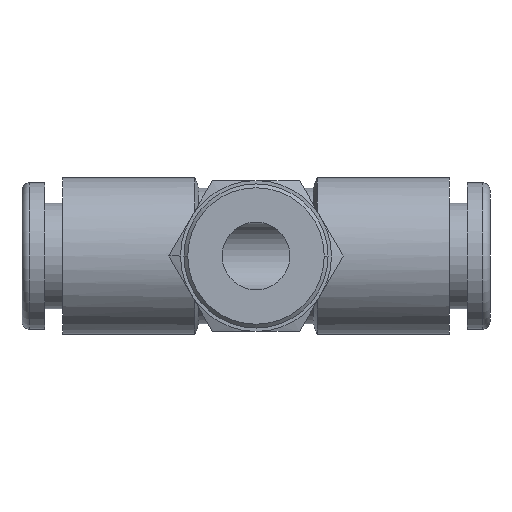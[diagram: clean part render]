
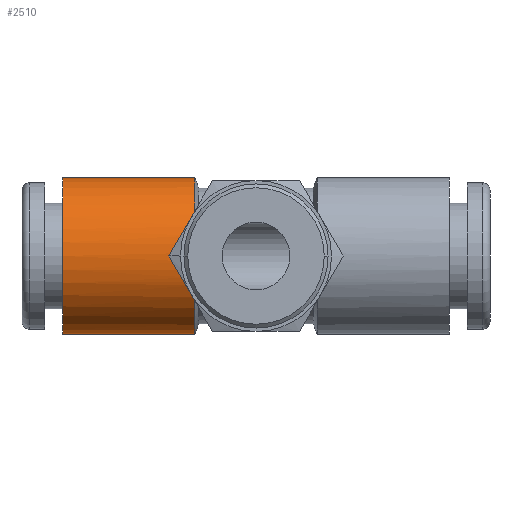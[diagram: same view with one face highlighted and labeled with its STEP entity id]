
A CAD part, front view. The second image highlights one B-rep face of the part: STEP entity #2510.
In plain terms, the highlighted cylindrical face has radius 5.2 mm (diameter 10.4 mm), a partial arc.
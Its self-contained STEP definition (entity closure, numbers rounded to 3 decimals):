
#2 = ORIENTED_EDGE ( 'NONE', *, *, #441, .T. ) ;
#12 = CIRCLE ( 'NONE', #436, 5.2 ) ;
#98 = VERTEX_POINT ( 'NONE', #1913 ) ;
#115 = DIRECTION ( 'NONE',  ( 1., 0., 0. ) ) ;
#193 = DIRECTION ( 'NONE',  ( 1., 0., 0. ) ) ;
#274 = VERTEX_POINT ( 'NONE', #1309 ) ;
#392 = DIRECTION ( 'NONE',  ( 0., 0., -1. ) ) ;
#436 = AXIS2_PLACEMENT_3D ( 'NONE', #728, #1673, #2594 ) ;
#441 = EDGE_CURVE ( 'NONE', #274, #1199, #1320, .T. ) ;
#470 = CIRCLE ( 'NONE', #1868, 5.2 ) ;
#541 = EDGE_CURVE ( 'NONE', #274, #2220, #1423, .T. ) ;
#599 = EDGE_CURVE ( 'NONE', #2191, #98, #1773, .T. ) ;
#622 = DIRECTION ( 'NONE',  ( 1., 0., 0. ) ) ;
#718 = FACE_OUTER_BOUND ( 'NONE', #2609, .T. ) ;
#728 = CARTESIAN_POINT ( 'NONE',  ( -4.055, 0., 0. ) ) ;
#748 = CARTESIAN_POINT ( 'NONE',  ( -4.055, -4.82, -1.952 ) ) ;
#756 = CARTESIAN_POINT ( 'NONE',  ( -4.309, -5.035, -1.342 ) ) ;
#759 = VERTEX_POINT ( 'NONE', #2588 ) ;
#774 = CARTESIAN_POINT ( 'NONE',  ( -4.196, -4.939, -1.658 ) ) ;
#776 = CARTESIAN_POINT ( 'NONE',  ( -4.451, -5.158, -0.683 ) ) ;
#780 = CARTESIAN_POINT ( 'NONE',  ( -4.422, -5.133, -0.85 ) ) ;
#783 = CARTESIAN_POINT ( 'NONE',  ( -4.5, -5.2, -0.168 ) ) ;
#786 = CARTESIAN_POINT ( 'NONE',  ( -4.49, -5.192, -0.341 ) ) ;
#790 = CARTESIAN_POINT ( 'NONE',  ( -4.49, -5.191, 0.345 ) ) ;
#791 = CARTESIAN_POINT ( 'NONE',  ( -4.5, -5.2, 0.175 ) ) ;
#800 = CARTESIAN_POINT ( 'NONE',  ( -4.421, -5.132, 0.854 ) ) ;
#801 = CARTESIAN_POINT ( 'NONE',  ( -4.451, -5.158, 0.684 ) ) ;
#810 = CARTESIAN_POINT ( 'NONE',  ( -4.307, -5.033, 1.348 ) ) ;
#841 = VECTOR ( 'NONE', #2845, 1000. ) ;
#1093 = ORIENTED_EDGE ( 'NONE', *, *, #541, .F. ) ;
#1147 = ORIENTED_EDGE ( 'NONE', *, *, #2198, .F. ) ;
#1187 = CARTESIAN_POINT ( 'NONE',  ( -27.508, 0., 0. ) ) ;
#1199 = VERTEX_POINT ( 'NONE', #1405 ) ;
#1205 = ORIENTED_EDGE ( 'NONE', *, *, #2756, .T. ) ;
#1247 = ORIENTED_EDGE ( 'NONE', *, *, #1633, .F. ) ;
#1299 = LINE ( 'NONE', #2807, #1829 ) ;
#1309 = CARTESIAN_POINT ( 'NONE',  ( -12.8, 0., 5.2 ) ) ;
#1320 = CIRCLE ( 'NONE', #1634, 5.2 ) ;
#1405 = CARTESIAN_POINT ( 'NONE',  ( -12.8, 0., -5.2 ) ) ;
#1423 = LINE ( 'NONE', #1622, #841 ) ;
#1506 = CARTESIAN_POINT ( 'NONE',  ( -4.055, -4.82, 1.952 ) ) ;
#1622 = CARTESIAN_POINT ( 'NONE',  ( -27.508, 0., 5.2 ) ) ;
#1633 = EDGE_CURVE ( 'NONE', #2220, #2191, #12, .T. ) ;
#1634 = AXIS2_PLACEMENT_3D ( 'NONE', #2391, #2387, #2405 ) ;
#1673 = DIRECTION ( 'NONE',  ( 1., 0., 0. ) ) ;
#1737 = ORIENTED_EDGE ( 'NONE', *, *, #599, .F. ) ;
#1773 = B_SPLINE_CURVE_WITH_KNOTS ( 'NONE', 3,
 ( #1947, #1932, #810, #800, #801, #790, #791, #783, #786, #776, #780, #756, #774, #748 ),
 .UNSPECIFIED., .F., .F.,
 ( 4, 2, 2, 2, 2, 2, 4 ),
 ( 0., 0.001, 0.002, 0.002, 0.003, 0.003, 0.004 ),
 .UNSPECIFIED. ) ;
#1829 = VECTOR ( 'NONE', #115, 1000. ) ;
#1868 = AXIS2_PLACEMENT_3D ( 'NONE', #2216, #622, #392 ) ;
#1913 = CARTESIAN_POINT ( 'NONE',  ( -4.055, -4.82, -1.952 ) ) ;
#1932 = CARTESIAN_POINT ( 'NONE',  ( -4.196, -4.939, 1.658 ) ) ;
#1947 = CARTESIAN_POINT ( 'NONE',  ( -4.055, -4.82, 1.952 ) ) ;
#2191 = VERTEX_POINT ( 'NONE', #1506 ) ;
#2198 = EDGE_CURVE ( 'NONE', #98, #759, #470, .T. ) ;
#2216 = CARTESIAN_POINT ( 'NONE',  ( -4.055, 0., 0. ) ) ;
#2217 = DIRECTION ( 'NONE',  ( 0., 0., 1. ) ) ;
#2220 = VERTEX_POINT ( 'NONE', #2442 ) ;
#2314 = AXIS2_PLACEMENT_3D ( 'NONE', #1187, #193, #2217 ) ;
#2382 = CYLINDRICAL_SURFACE ( 'NONE', #2314, 5.2 ) ;
#2387 = DIRECTION ( 'NONE',  ( 1., 0., 0. ) ) ;
#2391 = CARTESIAN_POINT ( 'NONE',  ( -12.8, 0., 0. ) ) ;
#2405 = DIRECTION ( 'NONE',  ( 0., 0., -1. ) ) ;
#2442 = CARTESIAN_POINT ( 'NONE',  ( -4.055, 0., 5.2 ) ) ;
#2510 = ADVANCED_FACE ( 'NONE', ( #718 ), #2382, .T. ) ;
#2588 = CARTESIAN_POINT ( 'NONE',  ( -4.055, 0., -5.2 ) ) ;
#2594 = DIRECTION ( 'NONE',  ( 0., 0., -1. ) ) ;
#2609 = EDGE_LOOP ( 'NONE', ( #2, #1205, #1147, #1737, #1247, #1093 ) ) ;
#2756 = EDGE_CURVE ( 'NONE', #1199, #759, #1299, .T. ) ;
#2807 = CARTESIAN_POINT ( 'NONE',  ( -27.508, 0., -5.2 ) ) ;
#2845 = DIRECTION ( 'NONE',  ( 1., 0., 0. ) ) ;
